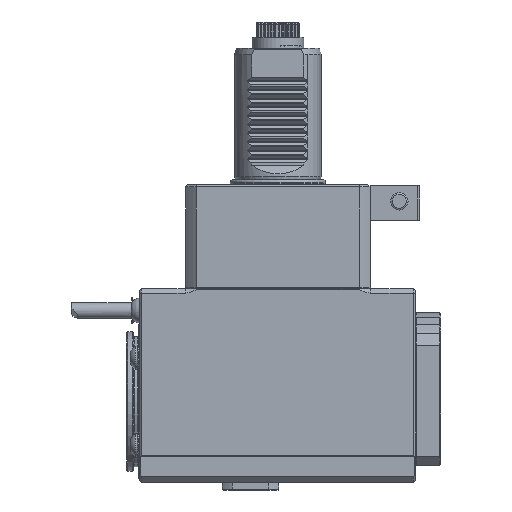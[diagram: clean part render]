
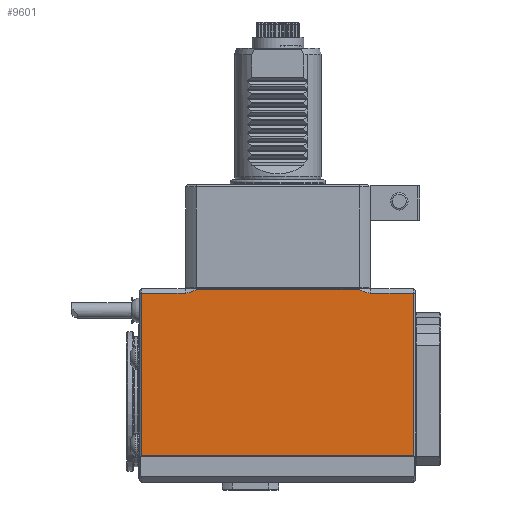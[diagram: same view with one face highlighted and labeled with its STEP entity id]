
A CAD part, front view. The second image highlights one B-rep face of the part: STEP entity #9601.
In plain terms, the highlighted planar face has unit normal (0, -1, 0).
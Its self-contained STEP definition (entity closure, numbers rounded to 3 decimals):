
#309=LINE('',#14615,#900);
#310=LINE('',#14617,#901);
#314=LINE('',#14625,#905);
#336=LINE('',#14684,#927);
#337=LINE('',#14692,#928);
#338=LINE('',#14700,#929);
#900=VECTOR('',#11636,1000.);
#901=VECTOR('',#11639,1000.);
#905=VECTOR('',#11645,1000.);
#927=VECTOR('',#11707,1000.);
#928=VECTOR('',#11708,1000.);
#929=VECTOR('',#11709,1000.);
#1536=B_SPLINE_CURVE_WITH_KNOTS('',3,(#14686,#14687,#14688,#14689,#14690),
 .UNSPECIFIED.,.F.,.F.,(4,1,4),(0.009,0.012,0.014),
 .UNSPECIFIED.);
#1537=B_SPLINE_CURVE_WITH_KNOTS('',3,(#14694,#14695,#14696,#14697,#14698),
 .UNSPECIFIED.,.F.,.F.,(4,1,4),(0.008,0.01,
0.013),.UNSPECIFIED.);
#2663=ORIENTED_EDGE('',*,*,#5381,.T.);
#2664=ORIENTED_EDGE('',*,*,#5377,.F.);
#2665=ORIENTED_EDGE('',*,*,#5376,.T.);
#2666=ORIENTED_EDGE('',*,*,#5408,.T.);
#2667=ORIENTED_EDGE('',*,*,#5409,.T.);
#2668=ORIENTED_EDGE('',*,*,#5410,.T.);
#2669=ORIENTED_EDGE('',*,*,#5411,.T.);
#2670=ORIENTED_EDGE('',*,*,#5412,.T.);
#5376=EDGE_CURVE('',#6799,#6801,#309,.T.);
#5377=EDGE_CURVE('',#6799,#6802,#310,.T.);
#5381=EDGE_CURVE('',#6804,#6802,#314,.T.);
#5408=EDGE_CURVE('',#6801,#6822,#336,.T.);
#5409=EDGE_CURVE('',#6822,#6823,#1536,.F.);
#5410=EDGE_CURVE('',#6823,#6824,#337,.T.);
#5411=EDGE_CURVE('',#6824,#6825,#1537,.T.);
#5412=EDGE_CURVE('',#6825,#6804,#338,.T.);
#6799=VERTEX_POINT('',#14610);
#6801=VERTEX_POINT('',#14614);
#6802=VERTEX_POINT('',#14618);
#6804=VERTEX_POINT('',#14623);
#6822=VERTEX_POINT('',#14685);
#6823=VERTEX_POINT('',#14691);
#6824=VERTEX_POINT('',#14693);
#6825=VERTEX_POINT('',#14699);
#8115=EDGE_LOOP('',(#2663,#2664,#2665,#2666,#2667,#2668,#2669,#2670));
#8762=FACE_BOUND('',#8115,.T.);
#9305=PLANE('',#10283);
#9601=ADVANCED_FACE('',(#8762),#9305,.F.);
#10283=AXIS2_PLACEMENT_3D('',#14683,#11705,#11706);
#11636=DIRECTION('',(0.,0.,1.));
#11639=DIRECTION('',(-1.,0.,0.));
#11645=DIRECTION('',(0.,0.,-1.));
#11705=DIRECTION('',(0.,1.,0.));
#11706=DIRECTION('',(-1.,0.,0.));
#11707=DIRECTION('',(-1.,0.,0.));
#11708=DIRECTION('',(-1.,0.,0.));
#11709=DIRECTION('',(-1.,0.,0.));
#14610=CARTESIAN_POINT('',(62.5,-41.5,-125.));
#14614=CARTESIAN_POINT('',(62.5,-41.5,-50.));
#14615=CARTESIAN_POINT('',(62.5,-41.5,-137.3));
#14617=CARTESIAN_POINT('',(176.583,-41.5,-125.));
#14618=CARTESIAN_POINT('',(-63.,-41.5,-125.));
#14623=CARTESIAN_POINT('',(-63.,-41.5,-50.));
#14625=CARTESIAN_POINT('',(-63.,-41.5,-137.3));
#14683=CARTESIAN_POINT('',(63.5,-41.5,-137.3));
#14684=CARTESIAN_POINT('',(-0.25,-41.5,-50.));
#14685=CARTESIAN_POINT('',(42.768,-41.5,-50.));
#14686=CARTESIAN_POINT('',(37.644,-41.5,-48.5));
#14687=CARTESIAN_POINT('',(38.437,-41.5,-48.927));
#14688=CARTESIAN_POINT('',(40.076,-41.5,-49.678));
#14689=CARTESIAN_POINT('',(41.864,-41.5,-50.));
#14690=CARTESIAN_POINT('',(42.768,-41.5,-50.));
#14691=CARTESIAN_POINT('',(37.644,-41.5,-48.5));
#14692=CARTESIAN_POINT('',(63.5,-41.5,-48.5));
#14693=CARTESIAN_POINT('',(-37.644,-41.5,-48.5));
#14694=CARTESIAN_POINT('',(-37.644,-41.5,-48.5));
#14695=CARTESIAN_POINT('',(-38.435,-41.5,-48.926));
#14696=CARTESIAN_POINT('',(-40.055,-41.5,-49.673));
#14697=CARTESIAN_POINT('',(-41.869,-41.5,-50.));
#14698=CARTESIAN_POINT('',(-42.768,-41.5,-50.));
#14699=CARTESIAN_POINT('',(-42.768,-41.5,-50.));
#14700=CARTESIAN_POINT('',(-0.25,-41.5,-50.));
